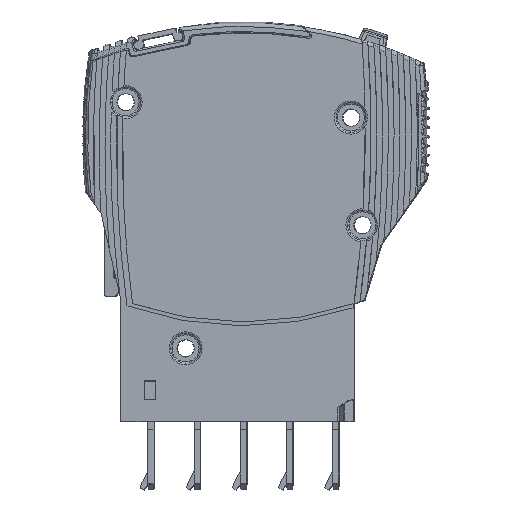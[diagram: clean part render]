
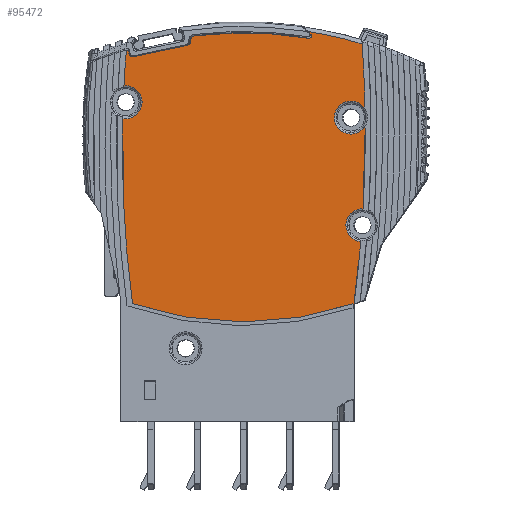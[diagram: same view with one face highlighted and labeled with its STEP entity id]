
A CAD part, top view. The second image highlights one B-rep face of the part: STEP entity #95472.
In plain terms, the highlighted planar face has unit normal (0, 0, 1).
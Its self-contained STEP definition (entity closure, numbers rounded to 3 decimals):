
#27206=CARTESIAN_POINT('',(-6.174,21.934,6.1));
#27207=DIRECTION('',(0.,0.,-1.));
#27208=DIRECTION('',(-0.999,-0.044,0.));
#27209=AXIS2_PLACEMENT_3D('',#27206,#27207,#27208);
#27211=CARTESIAN_POINT('',(0.,-30.,6.1));
#27212=DIRECTION('',(0.,0.,-1.));
#27213=DIRECTION('',(-0.118,0.993,0.));
#27214=AXIS2_PLACEMENT_3D('',#27211,#27212,#27213);
#27216=CARTESIAN_POINT('',(8.563,22.608,6.1));
#27217=DIRECTION('',(0.,0.,1.));
#27218=DIRECTION('',(-0.161,-0.987,0.));
#27219=AXIS2_PLACEMENT_3D('',#27216,#27217,#27218);
#27221=DIRECTION('',(-0.688,0.725,0.));
#27222=VECTOR('',#27221,0.501);
#27223=CARTESIAN_POINT('',(8.781,22.814,6.1));
#27224=LINE('',#27223,#27222);
#27225=CARTESIAN_POINT('',(0.,-30.,6.1));
#27226=DIRECTION('',(0.,0.,-1.));
#27227=DIRECTION('',(0.157,0.988,0.));
#27228=AXIS2_PLACEMENT_3D('',#27225,#27226,#27227);
#27230=CARTESIAN_POINT('',(-154.144,10.,6.1));
#27231=DIRECTION('',(0.,0.,-1.));
#27232=DIRECTION('',(0.998,0.068,0.));
#27233=AXIS2_PLACEMENT_3D('',#27230,#27231,#27232);
#27235=DIRECTION('',(-0.933,-0.36,0.));
#27236=VECTOR('',#27235,0.165);
#27237=CARTESIAN_POINT('',(15.821,13.416,6.1));
#27238=LINE('',#27237,#27236);
#27239=CARTESIAN_POINT('',(14.,12.,6.1));
#27240=DIRECTION('',(0.,0.,1.));
#27241=DIRECTION('',(0.776,0.631,0.));
#27242=AXIS2_PLACEMENT_3D('',#27239,#27240,#27241);
#27244=DIRECTION('',(0.941,-0.338,0.));
#27245=VECTOR('',#27244,0.165);
#27246=CARTESIAN_POINT('',(15.7,10.683,6.1));
#27247=LINE('',#27246,#27245);
#27248=CARTESIAN_POINT('',(-154.144,10.,6.1));
#27249=DIRECTION('',(0.,0.,-1.));
#27250=DIRECTION('',(1.,0.004,0.));
#27251=AXIS2_PLACEMENT_3D('',#27248,#27249,#27250);
#27253=CARTESIAN_POINT('',(-154.144,10.,6.1));
#27254=DIRECTION('',(0.,0.,-1.));
#27255=DIRECTION('',(1.,0.,0.));
#27256=AXIS2_PLACEMENT_3D('',#27253,#27254,#27255);
#27258=CARTESIAN_POINT('',(15.5,-2.,6.1));
#27259=DIRECTION('',(0.,0.,1.));
#27260=DIRECTION('',(0.033,0.999,0.));
#27261=AXIS2_PLACEMENT_3D('',#27258,#27259,#27260);
#27263=CARTESIAN_POINT('',(-154.144,10.,6.1));
#27264=DIRECTION('',(0.,0.,-1.));
#27265=DIRECTION('',(0.997,-0.083,0.));
#27266=AXIS2_PLACEMENT_3D('',#27263,#27264,#27265);
#27268=CARTESIAN_POINT('',(0.,30.434,6.1));
#27269=DIRECTION('',(0.,0.,-1.));
#27270=DIRECTION('',(0.32,-0.947,0.));
#27271=AXIS2_PLACEMENT_3D('',#27268,#27269,#27270);
#27273=CARTESIAN_POINT('',(139.278,8.,6.1));
#27274=DIRECTION('',(0.,0.,-1.));
#27275=DIRECTION('',(-0.991,-0.13,0.));
#27276=AXIS2_PLACEMENT_3D('',#27273,#27274,#27275);
#27278=CARTESIAN_POINT('',(139.278,8.,6.1));
#27279=DIRECTION('',(0.,0.,-1.));
#27280=DIRECTION('',(-1.,0.,0.));
#27281=AXIS2_PLACEMENT_3D('',#27278,#27279,#27280);
#27283=CARTESIAN_POINT('',(-15.3,14.,6.1));
#27284=DIRECTION('',(0.,0.,1.));
#27285=DIRECTION('',(-0.174,-0.985,0.));
#27286=AXIS2_PLACEMENT_3D('',#27283,#27284,#27285);
#27288=CARTESIAN_POINT('',(139.278,8.,6.1));
#27289=DIRECTION('',(0.,0.,-1.));
#27290=DIRECTION('',(-0.999,0.053,0.));
#27291=AXIS2_PLACEMENT_3D('',#27288,#27289,#27290);
#27293=CARTESIAN_POINT('',(-15.199,20.461,6.1));
#27294=DIRECTION('',(0.,0.,-1.));
#27295=DIRECTION('',(0.009,1.,0.));
#27296=AXIS2_PLACEMENT_3D('',#27293,#27294,#27295);
#27298=DIRECTION('',(0.208,-0.978,0.));
#27299=VECTOR('',#27298,0.238);
#27300=CARTESIAN_POINT('',(-14.905,20.523,6.1));
#27301=LINE('',#27300,#27299);
#27302=CARTESIAN_POINT('',(-14.367,20.395,6.1));
#27303=DIRECTION('',(0.,0.,1.));
#27304=DIRECTION('',(-0.978,-0.208,0.));
#27305=AXIS2_PLACEMENT_3D('',#27302,#27303,#27304);
#27307=DIRECTION('',(0.978,0.208,0.));
#27308=VECTOR('',#27307,7.15);
#27309=CARTESIAN_POINT('',(-14.263,19.906,6.1));
#27310=LINE('',#27309,#27308);
#27311=CARTESIAN_POINT('',(-7.373,21.881,6.1));
#27312=DIRECTION('',(0.,0.,1.));
#27313=DIRECTION('',(0.208,-0.978,0.));
#27314=AXIS2_PLACEMENT_3D('',#27311,#27312,#27313);
#59282=CARTESIAN_POINT('',(-6.873,21.903,6.1));
#59283=CARTESIAN_POINT('',(-6.257,22.629,6.1));
#59284=VERTEX_POINT('',#59282);
#59285=VERTEX_POINT('',#59283);
#59286=CARTESIAN_POINT('',(8.515,22.311,6.1));
#59287=VERTEX_POINT('',#59286);
#59288=CARTESIAN_POINT('',(8.781,22.814,6.1));
#59289=VERTEX_POINT('',#59288);
#59290=CARTESIAN_POINT('',(8.436,23.177,6.1));
#59291=VERTEX_POINT('',#59290);
#59292=CARTESIAN_POINT('',(15.461,21.575,6.1));
#59293=VERTEX_POINT('',#59292);
#59294=CARTESIAN_POINT('',(15.821,13.416,6.1));
#59295=VERTEX_POINT('',#59294);
#59296=CARTESIAN_POINT('',(15.668,13.357,6.1));
#59297=VERTEX_POINT('',#59296);
#59298=CARTESIAN_POINT('',(15.7,10.683,6.1));
#59299=VERTEX_POINT('',#59298);
#59300=CARTESIAN_POINT('',(15.855,10.628,6.1));
#59301=VERTEX_POINT('',#59300);
#59302=CARTESIAN_POINT('',(15.856,10.,6.1));
#59303=CARTESIAN_POINT('',(15.57,0.149,6.1));
#59304=VERTEX_POINT('',#59302);
#59305=VERTEX_POINT('',#59303);
#59306=CARTESIAN_POINT('',(15.267,-4.137,6.1));
#59307=VERTEX_POINT('',#59306);
#59308=CARTESIAN_POINT('',(14.4,-12.2,6.1));
#59309=VERTEX_POINT('',#59308);
#59310=CARTESIAN_POINT('',(-14.4,-12.2,6.1));
#59311=VERTEX_POINT('',#59310);
#59312=CARTESIAN_POINT('',(-15.722,8.,6.1));
#59313=CARTESIAN_POINT('',(-15.673,11.883,6.1));
#59314=VERTEX_POINT('',#59312);
#59315=VERTEX_POINT('',#59313);
#59316=CARTESIAN_POINT('',(-15.508,16.14,6.1));
#59317=VERTEX_POINT('',#59316);
#59318=CARTESIAN_POINT('',(-15.196,20.761,6.1));
#59319=VERTEX_POINT('',#59318);
#59320=CARTESIAN_POINT('',(-14.905,20.523,6.1));
#59321=VERTEX_POINT('',#59320);
#59322=CARTESIAN_POINT('',(-14.856,20.291,6.1));
#59323=VERTEX_POINT('',#59322);
#59324=CARTESIAN_POINT('',(-14.263,19.906,6.1));
#59325=VERTEX_POINT('',#59324);
#59326=CARTESIAN_POINT('',(-7.269,21.392,6.1));
#59327=VERTEX_POINT('',#59326);
#95421=CARTESIAN_POINT('',(0.,0.,6.1));
#95422=DIRECTION('',(0.,0.,1.));
#95423=DIRECTION('',(1.,0.,0.));
#95424=AXIS2_PLACEMENT_3D('',#95421,#95422,#95423);
#95425=PLANE('',#95424);
#95427=ORIENTED_EDGE('',*,*,#95426,.T.);
#95429=ORIENTED_EDGE('',*,*,#95428,.T.);
#95431=ORIENTED_EDGE('',*,*,#95430,.T.);
#95433=ORIENTED_EDGE('',*,*,#95432,.T.);
#95435=ORIENTED_EDGE('',*,*,#95434,.T.);
#95437=ORIENTED_EDGE('',*,*,#95436,.T.);
#95439=ORIENTED_EDGE('',*,*,#95438,.T.);
#95441=ORIENTED_EDGE('',*,*,#95440,.T.);
#95443=ORIENTED_EDGE('',*,*,#95442,.T.);
#95445=ORIENTED_EDGE('',*,*,#95444,.T.);
#95447=ORIENTED_EDGE('',*,*,#95446,.T.);
#95449=ORIENTED_EDGE('',*,*,#95448,.T.);
#95451=ORIENTED_EDGE('',*,*,#95450,.T.);
#95453=ORIENTED_EDGE('',*,*,#95452,.T.);
#95455=ORIENTED_EDGE('',*,*,#95454,.T.);
#95457=ORIENTED_EDGE('',*,*,#95456,.T.);
#95458=ORIENTED_EDGE('',*,*,#95053,.T.);
#95460=ORIENTED_EDGE('',*,*,#95459,.T.);
#95461=ORIENTED_EDGE('',*,*,#95409,.T.);
#95463=ORIENTED_EDGE('',*,*,#95462,.T.);
#95465=ORIENTED_EDGE('',*,*,#95464,.T.);
#95467=ORIENTED_EDGE('',*,*,#95466,.T.);
#95469=ORIENTED_EDGE('',*,*,#95468,.T.);
#95470=EDGE_LOOP('',(#95427,#95429,#95431,#95433,#95435,#95437,#95439,#95441,
#95443,#95445,#95447,#95449,#95451,#95453,#95455,#95457,#95458,#95460,#95461,
#95463,#95465,#95467,#95469));
#95471=FACE_OUTER_BOUND('',#95470,.F.);
#27210=CIRCLE('',#27209,0.7);
#27215=CIRCLE('',#27214,53.);
#27220=CIRCLE('',#27219,0.3);
#27229=CIRCLE('',#27228,53.842);
#27234=CIRCLE('',#27233,170.);
#27243=CIRCLE('',#27242,2.15);
#27252=CIRCLE('',#27251,170.);
#27257=CIRCLE('',#27256,170.);
#27262=CIRCLE('',#27261,2.15);
#27267=CIRCLE('',#27266,170.);
#27272=CIRCLE('',#27271,45.);
#27277=CIRCLE('',#27276,155.);
#27282=CIRCLE('',#27281,155.);
#27287=CIRCLE('',#27286,2.15);
#27292=CIRCLE('',#27291,155.);
#27297=CIRCLE('',#27296,0.3);
#27306=CIRCLE('',#27305,0.5);
#27315=CIRCLE('',#27314,0.5);
#95053=EDGE_CURVE('',#59315,#59317,#27287,.T.);
#95409=EDGE_CURVE('',#59319,#59321,#27297,.T.);
#95426=EDGE_CURVE('',#59284,#59285,#27210,.T.);
#95428=EDGE_CURVE('',#59285,#59287,#27215,.T.);
#95430=EDGE_CURVE('',#59287,#59289,#27220,.T.);
#95432=EDGE_CURVE('',#59289,#59291,#27224,.T.);
#95434=EDGE_CURVE('',#59291,#59293,#27229,.T.);
#95436=EDGE_CURVE('',#59293,#59295,#27234,.T.);
#95438=EDGE_CURVE('',#59295,#59297,#27238,.T.);
#95440=EDGE_CURVE('',#59297,#59299,#27243,.T.);
#95442=EDGE_CURVE('',#59299,#59301,#27247,.T.);
#95444=EDGE_CURVE('',#59301,#59304,#27252,.T.);
#95446=EDGE_CURVE('',#59304,#59305,#27257,.T.);
#95448=EDGE_CURVE('',#59305,#59307,#27262,.T.);
#95450=EDGE_CURVE('',#59307,#59309,#27267,.T.);
#95452=EDGE_CURVE('',#59309,#59311,#27272,.T.);
#95454=EDGE_CURVE('',#59311,#59314,#27277,.T.);
#95456=EDGE_CURVE('',#59314,#59315,#27282,.T.);
#95459=EDGE_CURVE('',#59317,#59319,#27292,.T.);
#95462=EDGE_CURVE('',#59321,#59323,#27301,.T.);
#95464=EDGE_CURVE('',#59323,#59325,#27306,.T.);
#95466=EDGE_CURVE('',#59325,#59327,#27310,.T.);
#95468=EDGE_CURVE('',#59327,#59284,#27315,.T.);
#95472=ADVANCED_FACE('',(#95471),#95425,.T.);
